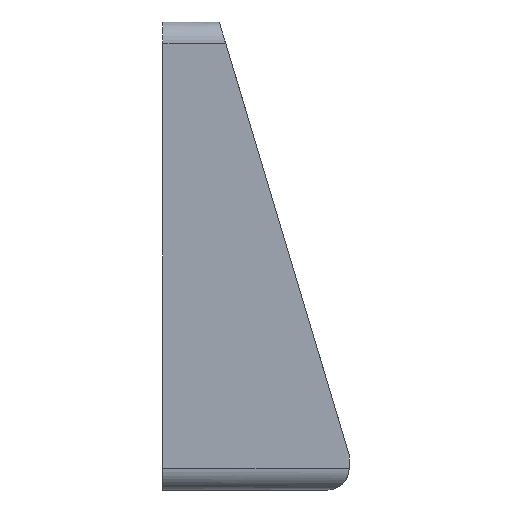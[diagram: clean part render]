
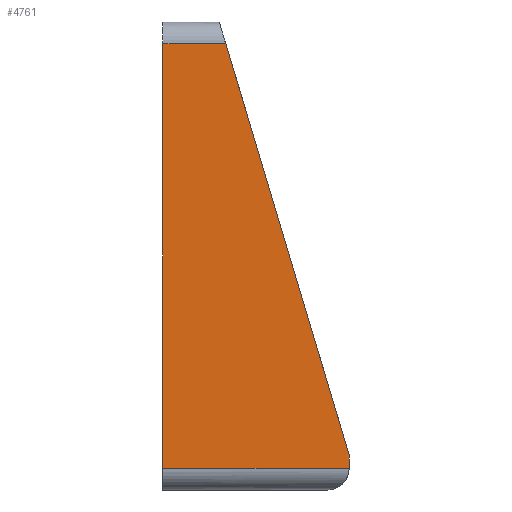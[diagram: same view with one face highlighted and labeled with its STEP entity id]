
A CAD part, left-side view. The second image highlights one B-rep face of the part: STEP entity #4761.
In plain terms, the highlighted planar face has unit normal (-1, 0, 0).
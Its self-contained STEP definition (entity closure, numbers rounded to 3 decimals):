
#671=FACE_OUTER_BOUND('',#961,.T.);
#961=EDGE_LOOP('',(#4299,#4300,#4301,#4302,#4303));
#1384=LINE('',#8702,#1820);
#1401=LINE('',#8746,#1837);
#1402=LINE('',#8757,#1838);
#1403=LINE('',#8761,#1839);
#1404=LINE('',#8762,#1840);
#1820=VECTOR('',#5891,10.);
#1837=VECTOR('',#5928,10.);
#1838=VECTOR('',#5941,10.);
#1839=VECTOR('',#5946,10.);
#1840=VECTOR('',#5947,10.);
#2284=VERTEX_POINT('',#8699);
#2285=VERTEX_POINT('',#8701);
#2301=VERTEX_POINT('',#8743);
#2302=VERTEX_POINT('',#8745);
#2307=VERTEX_POINT('',#8760);
#2952=EDGE_CURVE('',#2284,#2285,#1384,.T.);
#2972=EDGE_CURVE('',#2301,#2302,#1401,.T.);
#2978=EDGE_CURVE('',#2302,#2284,#1402,.T.);
#2979=EDGE_CURVE('',#2307,#2301,#1403,.T.);
#2980=EDGE_CURVE('',#2285,#2307,#1404,.T.);
#4299=ORIENTED_EDGE('',*,*,#2978,.F.);
#4300=ORIENTED_EDGE('',*,*,#2972,.F.);
#4301=ORIENTED_EDGE('',*,*,#2979,.F.);
#4302=ORIENTED_EDGE('',*,*,#2980,.F.);
#4303=ORIENTED_EDGE('',*,*,#2952,.F.);
#4516=PLANE('',#5033);
#4761=ADVANCED_FACE('',(#671),#4516,.T.);
#5033=AXIS2_PLACEMENT_3D('',#8759,#5944,#5945);
#5891=DIRECTION('',(0.,-0.287,-0.958));
#5928=DIRECTION('',(0.,0.,1.));
#5941=DIRECTION('',(0.,-1.,0.));
#5944=DIRECTION('center_axis',(-1.,0.,0.));
#5945=DIRECTION('ref_axis',(0.,0.,1.));
#5946=DIRECTION('',(0.,1.,0.));
#5947=DIRECTION('',(0.,0.,-1.));
#8699=CARTESIAN_POINT('',(-8.,-1.5,3.));
#8701=CARTESIAN_POINT('',(-8.,-30.,-92.));
#8702=CARTESIAN_POINT('',(-8.,-22.379,-66.596));
#8743=CARTESIAN_POINT('',(-8.,13.,-95.12));
#8745=CARTESIAN_POINT('',(-8.,13.,3.));
#8746=CARTESIAN_POINT('',(-8.,13.,-100.12));
#8757=CARTESIAN_POINT('',(-8.,0.,3.));
#8759=CARTESIAN_POINT('Origin',(-8.,0.,-100.12));
#8760=CARTESIAN_POINT('',(-8.,-30.,-95.12));
#8761=CARTESIAN_POINT('',(-8.,0.,-95.12));
#8762=CARTESIAN_POINT('',(-8.,-30.,-100.12));
